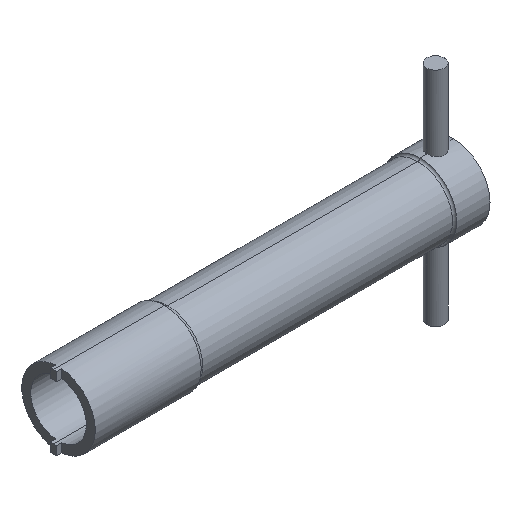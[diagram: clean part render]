
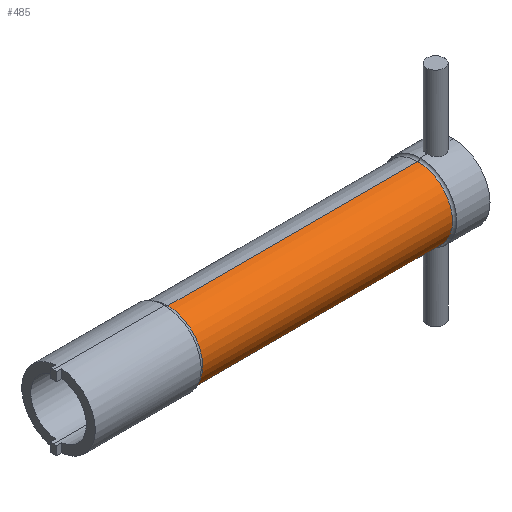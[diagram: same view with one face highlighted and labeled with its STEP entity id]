
A CAD part, isometric view. The second image highlights one B-rep face of the part: STEP entity #485.
In plain terms, the highlighted cylindrical face has radius 15.6 mm (diameter 31.2 mm), a partial arc.
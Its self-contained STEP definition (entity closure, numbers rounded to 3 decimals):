
#69 = DIRECTION ( 'NONE',  ( -1., 0., 0. ) ) ;
#74 = CARTESIAN_POINT ( 'NONE',  ( -14.113, 0., 15.6 ) ) ;
#100 = EDGE_CURVE ( 'NONE', #420, #159, #403, .T. ) ;
#125 = CARTESIAN_POINT ( 'NONE',  ( -14.113, 0., 0. ) ) ;
#149 = VERTEX_POINT ( 'NONE', #590 ) ;
#159 = VERTEX_POINT ( 'NONE', #282 ) ;
#220 = EDGE_CURVE ( 'NONE', #149, #415, #228, .T. ) ;
#228 = LINE ( 'NONE', #74, #245 ) ;
#245 = VECTOR ( 'NONE', #397, 1000. ) ;
#265 = DIRECTION ( 'NONE',  ( 0., 0., 1. ) ) ;
#282 = CARTESIAN_POINT ( 'NONE',  ( 51.559, 0., -15.6 ) ) ;
#342 = CARTESIAN_POINT ( 'NONE',  ( 164.005, 0., -15.6 ) ) ;
#373 = EDGE_CURVE ( 'NONE', #159, #415, #804, .T. ) ;
#397 = DIRECTION ( 'NONE',  ( -1., 0., 0. ) ) ;
#403 = LINE ( 'NONE', #506, #922 ) ;
#409 = ORIENTED_EDGE ( 'NONE', *, *, #100, .F. ) ;
#415 = VERTEX_POINT ( 'NONE', #730 ) ;
#420 = VERTEX_POINT ( 'NONE', #342 ) ;
#458 = CARTESIAN_POINT ( 'NONE',  ( 164.005, 0., 0. ) ) ;
#485 = ADVANCED_FACE ( 'NONE', ( #529 ), #665, .T. ) ;
#506 = CARTESIAN_POINT ( 'NONE',  ( -14.113, 0., -15.6 ) ) ;
#529 = FACE_OUTER_BOUND ( 'NONE', #869, .T. ) ;
#585 = DIRECTION ( 'NONE',  ( -1., 0., 0. ) ) ;
#590 = CARTESIAN_POINT ( 'NONE',  ( 164.005, 0., 15.6 ) ) ;
#592 = ORIENTED_EDGE ( 'NONE', *, *, #220, .T. ) ;
#631 = DIRECTION ( 'NONE',  ( 0., 0., 1. ) ) ;
#644 = AXIS2_PLACEMENT_3D ( 'NONE', #458, #69, #631 ) ;
#647 = DIRECTION ( 'NONE',  ( -1., 0., 0. ) ) ;
#653 = DIRECTION ( 'NONE',  ( -1., 0., 0. ) ) ;
#665 = CYLINDRICAL_SURFACE ( 'NONE', #924, 15.6 ) ;
#683 = ORIENTED_EDGE ( 'NONE', *, *, #373, .F. ) ;
#730 = CARTESIAN_POINT ( 'NONE',  ( 51.559, 0., 15.6 ) ) ;
#786 = EDGE_CURVE ( 'NONE', #420, #149, #840, .T. ) ;
#804 = CIRCLE ( 'NONE', #937, 15.6 ) ;
#825 = DIRECTION ( 'NONE',  ( 0., 0., 1. ) ) ;
#840 = CIRCLE ( 'NONE', #644, 15.6 ) ;
#869 = EDGE_LOOP ( 'NONE', ( #409, #1027, #592, #683 ) ) ;
#881 = CARTESIAN_POINT ( 'NONE',  ( 51.559, 0., 0. ) ) ;
#922 = VECTOR ( 'NONE', #653, 1000. ) ;
#924 = AXIS2_PLACEMENT_3D ( 'NONE', #125, #585, #825 ) ;
#937 = AXIS2_PLACEMENT_3D ( 'NONE', #881, #647, #265 ) ;
#1027 = ORIENTED_EDGE ( 'NONE', *, *, #786, .T. ) ;
